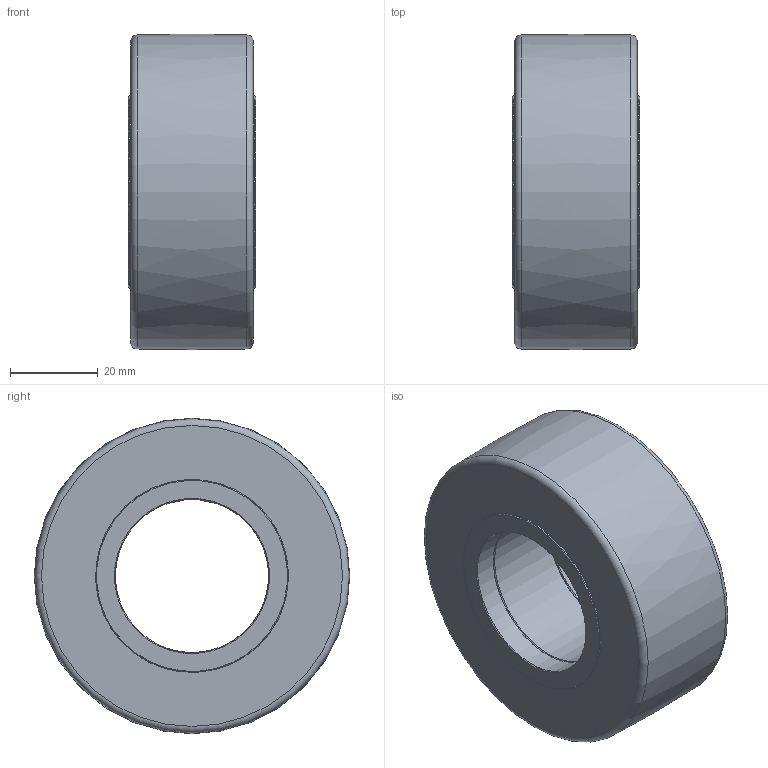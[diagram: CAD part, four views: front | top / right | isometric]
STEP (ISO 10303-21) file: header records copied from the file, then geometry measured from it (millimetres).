
FILE_DESCRIPTION(/* description */ ('-'),/* implementation_level */ '2;1');
FILE_NAME(/* name */ 'ALFATEC_SR035-072.stp',/* time_stamp */ '2022-07-07T13:42:20+02:00',/* author */ ('seider'),/* organization */ (''),/* preprocessor_version */ 'ST-DEVELOPER v18.1',/* originating_system */ 'Autodesk Inventor 2020',/* authorisation */ '');
FILE_SCHEMA (('AUTOMOTIVE_DESIGN { 1 0 10303 214 3 1 1 }'));
Length unit declared in the file: millimetre
Products named in the file (1): SR 035.072_Kontur
Bounding box: 29 x 72 x 71.98 mm (x, y, z)
Volume: 69669.1 mm3; surface area: 26850.6 mm2
Topology: 1 solids, 1 shells, 66 faces, 177 edges, 112 vertices
Faces by surface type: cylinder 25, plane 20, cone 14, torus 6, bspline 1
Full cylindrical faces by diameter (mm): 2.5 x1, 35 x3, 44 x4, 47 x2, 48.312 x2, 49.75 x3
Entity records: 2381 total; most frequent: CARTESIAN_POINT 452, DIRECTION 434, ORIENTED_EDGE 358, AXIS2_PLACEMENT_3D 193, EDGE_CURVE 179, CIRCLE 127, VERTEX_POINT 112, EDGE_LOOP 83
